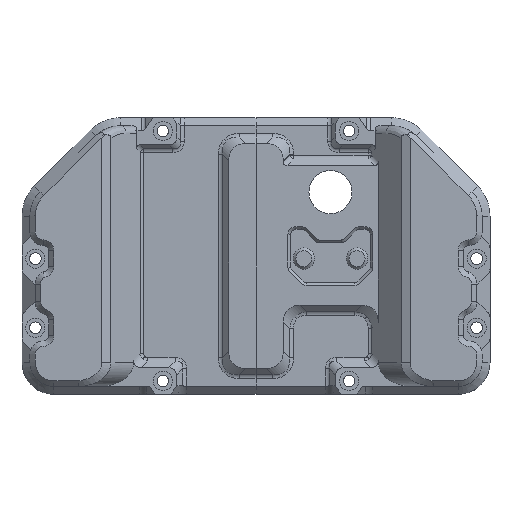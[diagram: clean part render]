
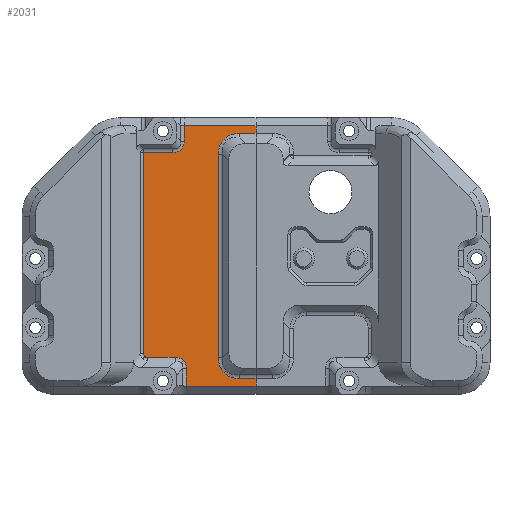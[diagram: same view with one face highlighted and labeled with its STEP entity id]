
A CAD part, top view. The second image highlights one B-rep face of the part: STEP entity #2031.
In plain terms, the highlighted planar face has unit normal (0, 0, 1).
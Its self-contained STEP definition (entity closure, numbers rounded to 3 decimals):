
#106=CARTESIAN_POINT('',(-14.071,39.652,37.658));
#107=VERTEX_POINT('',#106);
#108=CARTESIAN_POINT('',(-14.071,-36.934,37.658));
#109=VERTEX_POINT('',#108);
#110=CARTESIAN_POINT('',(-14.071,39.652,37.658));
#111=DIRECTION('',(-0.,-1.,-0.));
#112=VECTOR('',#111,76.586);
#113=LINE('',#110,#112);
#114=EDGE_CURVE('',#107,#109,#113,.T.);
#158=CARTESIAN_POINT('',(-42.172,-35.398,37.658));
#159=VERTEX_POINT('',#158);
#167=CARTESIAN_POINT('',(-42.172,40.33,37.658));
#168=VERTEX_POINT('',#167);
#169=CARTESIAN_POINT('',(-42.172,-35.398,37.658));
#170=DIRECTION('',(0.,1.,0.));
#171=VECTOR('',#170,75.729);
#172=LINE('',#169,#171);
#173=EDGE_CURVE('',#159,#168,#172,.T.);
#1856=CARTESIAN_POINT('',(0.,2.359,37.658));
#1857=DIRECTION('',(-0.,-0.,1.));
#1858=DIRECTION('',(0.,1.,0.));
#1859=AXIS2_PLACEMENT_3D('',#1856,#1857,#1858);
#1860=PLANE('',#1859);
#1861=CARTESIAN_POINT('',(-0.,-44.712,37.658));
#1862=VERTEX_POINT('',#1861);
#1863=CARTESIAN_POINT('',(-0.,-47.641,37.658));
#1864=VERTEX_POINT('',#1863);
#1865=CARTESIAN_POINT('',(-0.,-44.712,37.658));
#1866=DIRECTION('',(-0.,-1.,-0.));
#1867=VECTOR('',#1866,2.929);
#1868=LINE('',#1865,#1867);
#1869=EDGE_CURVE('',#1862,#1864,#1868,.T.);
#1870=ORIENTED_EDGE('',*,*,#1869,.F.);
#1871=CARTESIAN_POINT('',(-6.293,-44.712,37.658));
#1872=VERTEX_POINT('',#1871);
#1873=CARTESIAN_POINT('',(-0.,-44.712,37.658));
#1874=DIRECTION('',(-1.,0.,-0.));
#1875=VECTOR('',#1874,6.293);
#1876=LINE('',#1873,#1875);
#1877=EDGE_CURVE('',#1862,#1872,#1876,.T.);
#1878=ORIENTED_EDGE('',*,*,#1877,.T.);
#1879=CARTESIAN_POINT('',(-11.987,-42.628,37.658));
#1880=VERTEX_POINT('',#1879);
#1881=CARTESIAN_POINT('',(1.485,-29.156,37.658));
#1882=DIRECTION('',(0.,0.,-1.));
#1883=DIRECTION('',(-0.707,-0.707,-0.));
#1884=AXIS2_PLACEMENT_3D('',#1881,#1882,#1883);
#1885=ELLIPSE('',#1884,19.053,11.);
#1886=EDGE_CURVE('',#1872,#1880,#1885,.T.);
#1887=ORIENTED_EDGE('',*,*,#1886,.T.);
#1888=CARTESIAN_POINT('',(1.485,-29.156,37.658));
#1889=DIRECTION('',(0.,0.,-1.));
#1890=DIRECTION('',(-0.707,-0.707,-0.));
#1891=AXIS2_PLACEMENT_3D('',#1888,#1889,#1890);
#1892=ELLIPSE('',#1891,19.053,11.);
#1893=EDGE_CURVE('',#1880,#109,#1892,.T.);
#1894=ORIENTED_EDGE('',*,*,#1893,.T.);
#1895=ORIENTED_EDGE('',*,*,#114,.F.);
#1896=CARTESIAN_POINT('',(-11.987,45.346,37.658));
#1897=VERTEX_POINT('',#1896);
#1898=CARTESIAN_POINT('',(1.485,31.874,37.658));
#1899=DIRECTION('',(-0.,-0.,1.));
#1900=DIRECTION('',(-0.707,0.707,0.));
#1901=AXIS2_PLACEMENT_3D('',#1898,#1899,#1900);
#1902=ELLIPSE('',#1901,19.053,11.);
#1903=EDGE_CURVE('',#1897,#107,#1902,.T.);
#1904=ORIENTED_EDGE('',*,*,#1903,.F.);
#1905=CARTESIAN_POINT('',(-6.293,47.43,37.658));
#1906=VERTEX_POINT('',#1905);
#1907=CARTESIAN_POINT('',(1.485,31.874,37.658));
#1908=DIRECTION('',(-0.,-0.,1.));
#1909=DIRECTION('',(-0.707,0.707,0.));
#1910=AXIS2_PLACEMENT_3D('',#1907,#1908,#1909);
#1911=ELLIPSE('',#1910,19.053,11.);
#1912=EDGE_CURVE('',#1906,#1897,#1911,.T.);
#1913=ORIENTED_EDGE('',*,*,#1912,.F.);
#1914=CARTESIAN_POINT('',(0.,47.43,37.658));
#1915=VERTEX_POINT('',#1914);
#1916=CARTESIAN_POINT('',(0.,47.43,37.658));
#1917=DIRECTION('',(-1.,0.,0.));
#1918=VECTOR('',#1917,6.293);
#1919=LINE('',#1916,#1918);
#1920=EDGE_CURVE('',#1915,#1906,#1919,.T.);
#1921=ORIENTED_EDGE('',*,*,#1920,.F.);
#1922=CARTESIAN_POINT('',(0.,50.359,37.658));
#1923=VERTEX_POINT('',#1922);
#1924=CARTESIAN_POINT('',(0.,47.43,37.658));
#1925=DIRECTION('',(0.,1.,0.));
#1926=VECTOR('',#1925,2.929);
#1927=LINE('',#1924,#1926);
#1928=EDGE_CURVE('',#1915,#1923,#1927,.T.);
#1929=ORIENTED_EDGE('',*,*,#1928,.T.);
#1930=CARTESIAN_POINT('',(-26.972,50.359,37.658));
#1931=VERTEX_POINT('',#1930);
#1932=CARTESIAN_POINT('',(-26.972,50.359,37.658));
#1933=DIRECTION('',(1.,-0.,0.));
#1934=VECTOR('',#1933,26.972);
#1935=LINE('',#1932,#1934);
#1936=EDGE_CURVE('',#1931,#1923,#1935,.T.);
#1937=ORIENTED_EDGE('',*,*,#1936,.F.);
#1938=CARTESIAN_POINT('',(-26.972,44.573,37.658));
#1939=VERTEX_POINT('',#1938);
#1940=CARTESIAN_POINT('',(-26.972,44.573,37.658));
#1941=DIRECTION('',(0.,1.,0.));
#1942=VECTOR('',#1941,5.786);
#1943=LINE('',#1940,#1942);
#1944=EDGE_CURVE('',#1939,#1931,#1943,.T.);
#1945=ORIENTED_EDGE('',*,*,#1944,.F.);
#1946=CARTESIAN_POINT('',(-31.214,40.33,37.658));
#1947=VERTEX_POINT('',#1946);
#1948=CARTESIAN_POINT('',(-35.457,48.816,37.658));
#1949=DIRECTION('',(-0.,-0.,1.));
#1950=DIRECTION('',(-0.707,0.707,0.));
#1951=AXIS2_PLACEMENT_3D('',#1948,#1949,#1950);
#1952=ELLIPSE('',#1951,10.392,6.);
#1953=EDGE_CURVE('',#1947,#1939,#1952,.T.);
#1954=ORIENTED_EDGE('',*,*,#1953,.F.);
#1955=CARTESIAN_POINT('',(-42.172,40.33,37.658));
#1956=DIRECTION('',(1.,-0.,0.));
#1957=VECTOR('',#1956,10.957);
#1958=LINE('',#1955,#1957);
#1959=EDGE_CURVE('',#168,#1947,#1958,.T.);
#1960=ORIENTED_EDGE('',*,*,#1959,.F.);
#1961=ORIENTED_EDGE('',*,*,#173,.F.);
#1962=CARTESIAN_POINT('',(-41.793,-36.434,37.658));
#1963=VERTEX_POINT('',#1962);
#1964=CARTESIAN_POINT('',(-39.343,-33.984,37.658));
#1965=DIRECTION('',(-0.,-0.,1.));
#1966=DIRECTION('',(-0.707,-0.707,-0.));
#1967=AXIS2_PLACEMENT_3D('',#1964,#1965,#1966);
#1968=ELLIPSE('',#1967,3.464,2.);
#1969=EDGE_CURVE('',#159,#1963,#1968,.T.);
#1970=ORIENTED_EDGE('',*,*,#1969,.T.);
#1971=CARTESIAN_POINT('',(-40.757,-36.813,37.658));
#1972=VERTEX_POINT('',#1971);
#1973=CARTESIAN_POINT('',(-39.343,-33.984,37.658));
#1974=DIRECTION('',(-0.,-0.,1.));
#1975=DIRECTION('',(-0.707,-0.707,-0.));
#1976=AXIS2_PLACEMENT_3D('',#1973,#1974,#1975);
#1977=ELLIPSE('',#1976,3.464,2.);
#1978=EDGE_CURVE('',#1963,#1972,#1977,.T.);
#1979=ORIENTED_EDGE('',*,*,#1978,.T.);
#1980=CARTESIAN_POINT('',(-30.414,-36.813,37.658));
#1981=VERTEX_POINT('',#1980);
#1982=CARTESIAN_POINT('',(-40.757,-36.813,37.658));
#1983=DIRECTION('',(1.,-0.,0.));
#1984=VECTOR('',#1983,10.343);
#1985=LINE('',#1982,#1984);
#1986=EDGE_CURVE('',#1972,#1981,#1985,.T.);
#1987=ORIENTED_EDGE('',*,*,#1986,.T.);
#1988=CARTESIAN_POINT('',(-27.308,-37.95,37.658));
#1989=VERTEX_POINT('',#1988);
#1990=CARTESIAN_POINT('',(-34.657,-45.298,37.658));
#1991=DIRECTION('',(0.,0.,-1.));
#1992=DIRECTION('',(0.707,0.707,0.));
#1993=AXIS2_PLACEMENT_3D('',#1990,#1991,#1992);
#1994=ELLIPSE('',#1993,10.392,6.);
#1995=EDGE_CURVE('',#1981,#1989,#1994,.T.);
#1996=ORIENTED_EDGE('',*,*,#1995,.T.);
#1997=CARTESIAN_POINT('',(-26.172,-41.055,37.658));
#1998=VERTEX_POINT('',#1997);
#1999=CARTESIAN_POINT('',(-34.657,-45.298,37.658));
#2000=DIRECTION('',(0.,0.,-1.));
#2001=DIRECTION('',(0.707,0.707,0.));
#2002=AXIS2_PLACEMENT_3D('',#1999,#2000,#2001);
#2003=ELLIPSE('',#2002,10.392,6.);
#2004=EDGE_CURVE('',#1989,#1998,#2003,.T.);
#2005=ORIENTED_EDGE('',*,*,#2004,.T.);
#2006=CARTESIAN_POINT('',(-26.172,-47.641,37.658));
#2007=VERTEX_POINT('',#2006);
#2008=CARTESIAN_POINT('',(-26.172,-41.055,37.658));
#2009=DIRECTION('',(-0.,-1.,-0.));
#2010=VECTOR('',#2009,6.586);
#2011=LINE('',#2008,#2010);
#2012=EDGE_CURVE('',#1998,#2007,#2011,.T.);
#2013=ORIENTED_EDGE('',*,*,#2012,.T.);
#2014=CARTESIAN_POINT('',(-26.143,-47.641,37.658));
#2015=VERTEX_POINT('',#2014);
#2016=CARTESIAN_POINT('',(-26.143,-53.298,37.658));
#2017=DIRECTION('',(-0.,-0.,1.));
#2018=DIRECTION('',(0.,1.,0.));
#2019=AXIS2_PLACEMENT_3D('',#2016,#2017,#2018);
#2020=ELLIPSE('',#2019,5.657,4.);
#2021=EDGE_CURVE('',#2015,#2007,#2020,.T.);
#2022=ORIENTED_EDGE('',*,*,#2021,.F.);
#2023=CARTESIAN_POINT('',(-0.,-47.641,37.658));
#2024=DIRECTION('',(-1.,0.,0.));
#2025=VECTOR('',#2024,26.143);
#2026=LINE('',#2023,#2025);
#2027=EDGE_CURVE('',#1864,#2015,#2026,.T.);
#2028=ORIENTED_EDGE('',*,*,#2027,.F.);
#2029=EDGE_LOOP('',(#1870,#1878,#1887,#1894,#1895,#1904,#1913,#1921,#1929,#1937,#1945,#1954,#1960,#1961,#1970,#1979,#1987,#1996,#2005,#2013,#2022,#2028));
#2030=FACE_BOUND('',#2029,.T.);
#2031=ADVANCED_FACE('',(#2030),#1860,.T.);
